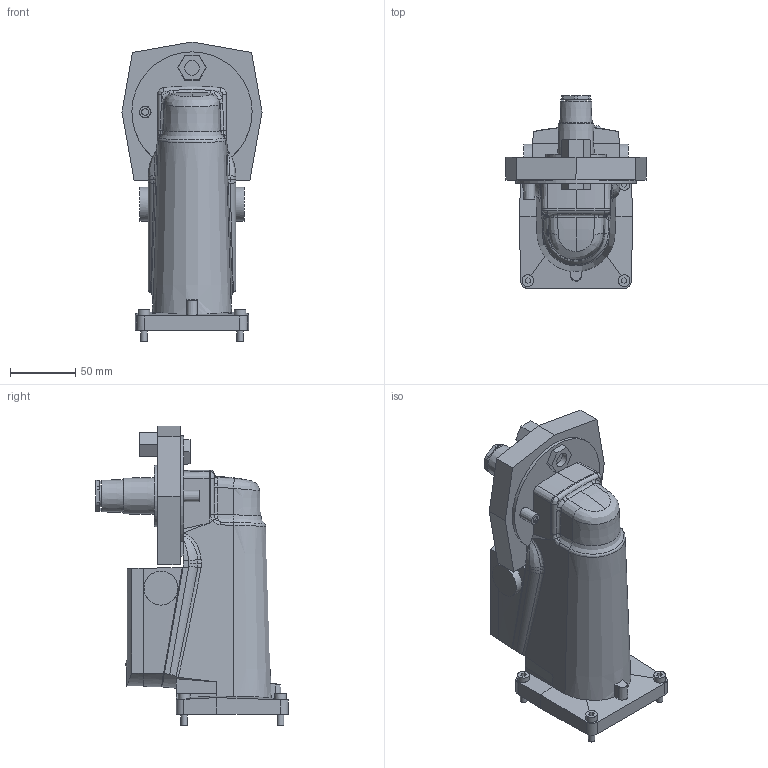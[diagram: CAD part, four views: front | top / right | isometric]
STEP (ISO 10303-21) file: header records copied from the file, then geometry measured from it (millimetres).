
FILE_DESCRIPTION(/* description */ ('Step214-Parts for PM'),/* implementation_level */ '2;1');
FILE_NAME(/* name */ 'SKP25.4...U.stp',/* time_stamp */ '2016-04-04T13:50:28+02:00',/* author */ ('EMC'),/* organization */ ('Siemens'),/* preprocessor_version */ 'ST-DEVELOPER v15',/* originating_system */ 'SIEMENS PLM Software NX 8.5',/* authorisation */ 'EMC/PM');
FILE_SCHEMA (('AUTOMOTIVE_DESIGN { 1 0 10303 214 3 1 1 1 }'));
Length unit declared in the file: millimetre
Products named in the file (1): Volc1A24560E3lj0
Bounding box: 107.64 x 148.03 x 230.62 mm (x, y, z)
Volume: 1133527.7 mm3; surface area: 97233.6 mm2
Topology: 1 solids, 1 shells, 270 faces, 700 edges, 455 vertices
Faces by surface type: plane 147, bspline 54, cylinder 43, cone 23, torus 2, sphere 1
Full cylindrical faces by diameter (mm): 5 x4, 9 x4, 11.445 x1, 16.666 x1, 47 x1
Entity records: 9852 total; most frequent: CARTESIAN_POINT 3073, ORIENTED_EDGE 1312, DIRECTION 1124, EDGE_CURVE 656, VERTEX_POINT 439, AXIS2_PLACEMENT_3D 394, LINE 336, VECTOR 336
